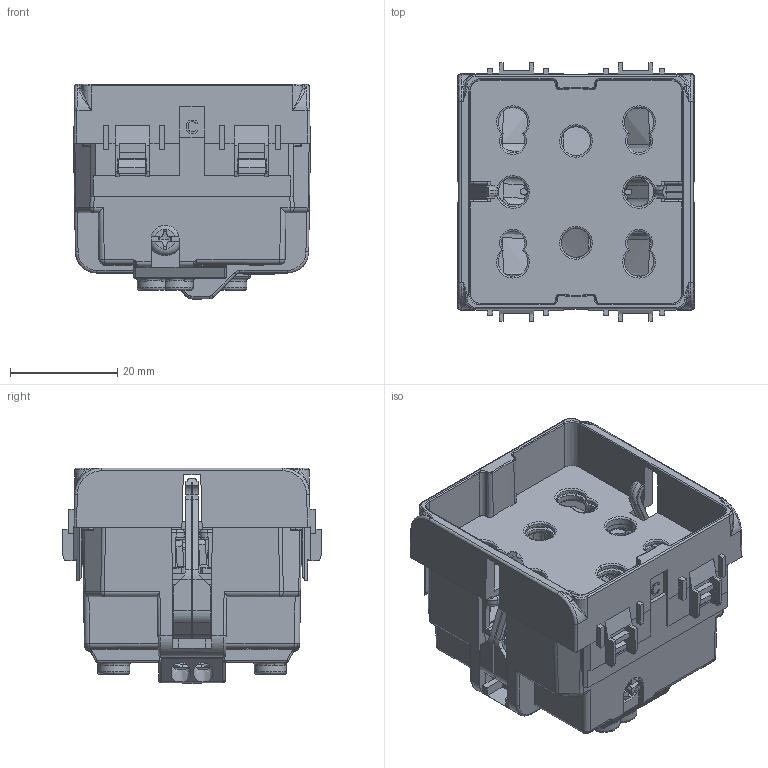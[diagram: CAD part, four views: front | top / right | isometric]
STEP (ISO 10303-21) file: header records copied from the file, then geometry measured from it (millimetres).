
FILE_DESCRIPTION (( 'STEP AP214' ), '1' );
FILE_NAME ('4BOX-H21-CHORUS.STEP', '2024-08-23T05:03:22', ( '' ), ( '' ), 'SwSTEP 2.0', 'SolidWorks 2016', '' );
FILE_SCHEMA (( 'AUTOMOTIVE_DESIGN' ));
Length unit declared in the file: millimetre
Products named in the file (16): GROUND-CONTACT-1-1; LF40211脣釱諉華銅え-20191226; SCREW-NEW_2; CHILDREN-PROTECTION-DOWN-1_AF0; PROTECTOR-COVER_AF0; LF40211脣釱酘衵銅え-20191214; lf40209-c; SLIDE-P30-_AF1; 4BOX-H21-CHORUS; GROUND-3-2_ASM; SHUTTER-3; GROUND-CONTACT-2-1; SHUTTER-1_ASM; SPACER_TUTTO_2; SHUTTER-3_AF0; LF40211脣釱菁釱-L-20191025
Assembly tree (16 placements, depth 3):
  4BOX-H21-CHORUS
    LF40211脣釱菁釱-L-20191025
    SHUTTER-1_ASM
      PROTECTOR-COVER_AF0
      CHILDREN-PROTECTION-DOWN-1_AF0
      SLIDE-P30-_AF1
      SHUTTER-3_AF0
      SHUTTER-3
    GROUND-3-2_ASM
      GROUND-CONTACT-1-1
      GROUND-CONTACT-2-1
      SPACER_TUTTO_2
      SCREW-NEW_2
      LF40211脣釱諉華銅え-20191226
    LF40211脣釱酘衵銅え-20191214  x2
    lf40209-c
Bounding box: 44.18 x 48.2 x 40.2 mm (x, y, z)
Volume: 23777.7 mm3; surface area: 42484.1 mm2
Topology: 14 solids, 18 shells, 4315 faces, 11812 edges, 7521 vertices
Faces by surface type: plane 2125, cylinder 1095, bspline 770, torus 204, cone 68, sphere 53
Entity records: 152492 total; most frequent: CARTESIAN_POINT 61224, ORIENTED_EDGE 20662, DIRECTION 16489, EDGE_CURVE 10331, VERTEX_POINT 6614, VECTOR 6341, LINE 6341, AXIS2_PLACEMENT_3D 5074
